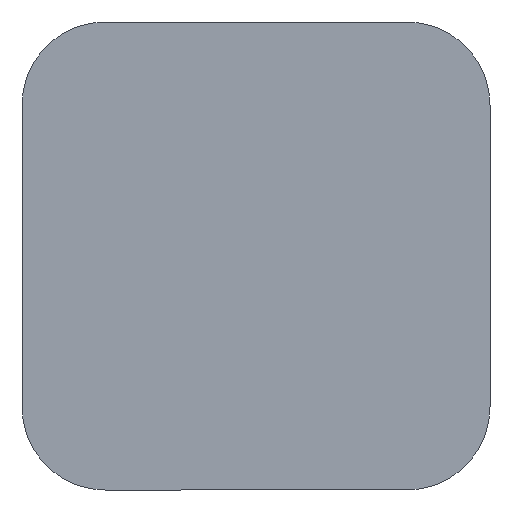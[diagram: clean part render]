
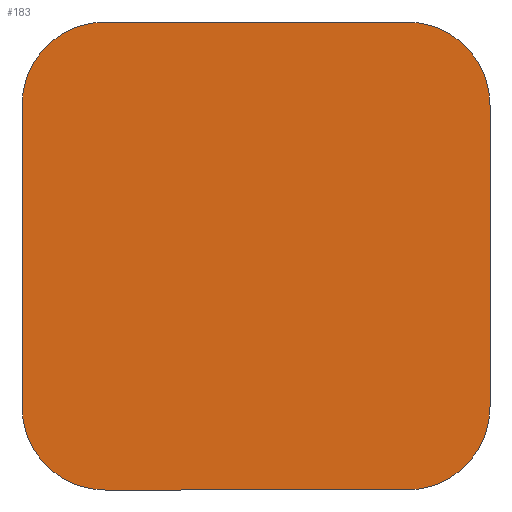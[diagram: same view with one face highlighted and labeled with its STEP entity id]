
A CAD part, front view. The second image highlights one B-rep face of the part: STEP entity #183.
In plain terms, the highlighted planar face has unit normal (0, -1, 0).
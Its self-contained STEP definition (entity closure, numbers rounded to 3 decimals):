
#1 = DIRECTION ( 'NONE',  ( 0., 0., 1. ) ) ;
#13 = VERTEX_POINT ( 'NONE', #493 ) ;
#16 = CARTESIAN_POINT ( 'NONE',  ( 3.8, -3.8, -3.8 ) ) ;
#19 = ORIENTED_EDGE ( 'NONE', *, *, #346, .T. ) ;
#23 = CARTESIAN_POINT ( 'NONE',  ( -3.8, -3.8, 5.9 ) ) ;
#26 = ORIENTED_EDGE ( 'NONE', *, *, #100, .T. ) ;
#29 = DIRECTION ( 'NONE',  ( 0., -1., 0. ) ) ;
#33 = CARTESIAN_POINT ( 'NONE',  ( 5.9, -3.8, 3.8 ) ) ;
#44 = CIRCLE ( 'NONE', #337, 2.1 ) ;
#62 = CARTESIAN_POINT ( 'NONE',  ( -5.9, -3.8, 3.8 ) ) ;
#73 = VERTEX_POINT ( 'NONE', #174 ) ;
#77 = CARTESIAN_POINT ( 'NONE',  ( -3.8, -3.8, -3.8 ) ) ;
#79 = VERTEX_POINT ( 'NONE', #252 ) ;
#85 = DIRECTION ( 'NONE',  ( 0., 0., -1. ) ) ;
#89 = CARTESIAN_POINT ( 'NONE',  ( -3.8, -3.8, 5.9 ) ) ;
#92 = AXIS2_PLACEMENT_3D ( 'NONE', #258, #29, #429 ) ;
#99 = DIRECTION ( 'NONE',  ( 0., -1., 0. ) ) ;
#100 = EDGE_CURVE ( 'NONE', #280, #306, #494, .T. ) ;
#105 = LINE ( 'NONE', #62, #347 ) ;
#111 = CIRCLE ( 'NONE', #285, 2.1 ) ;
#112 = CARTESIAN_POINT ( 'NONE',  ( -3.8, -3.8, -5.9 ) ) ;
#122 = AXIS2_PLACEMENT_3D ( 'NONE', #533, #399, #85 ) ;
#153 = VECTOR ( 'NONE', #312, 1000. ) ;
#167 = DIRECTION ( 'NONE',  ( 0., 0., 1. ) ) ;
#174 = CARTESIAN_POINT ( 'NONE',  ( -5.9, -3.8, 3.8 ) ) ;
#183 = ADVANCED_FACE ( 'NONE', ( #496 ), #401, .T. ) ;
#188 = AXIS2_PLACEMENT_3D ( 'NONE', #77, #256, #349 ) ;
#190 = CIRCLE ( 'NONE', #92, 2.1 ) ;
#194 = ORIENTED_EDGE ( 'NONE', *, *, #261, .T. ) ;
#202 = EDGE_CURVE ( 'NONE', #13, #391, #229, .T. ) ;
#224 = VECTOR ( 'NONE', #333, 1000. ) ;
#228 = ORIENTED_EDGE ( 'NONE', *, *, #546, .T. ) ;
#229 = LINE ( 'NONE', #89, #153 ) ;
#252 = CARTESIAN_POINT ( 'NONE',  ( 3.8, -3.8, -5.9 ) ) ;
#256 = DIRECTION ( 'NONE',  ( 0., -1., 0. ) ) ;
#258 = CARTESIAN_POINT ( 'NONE',  ( -3.8, -3.8, 3.8 ) ) ;
#261 = EDGE_CURVE ( 'NONE', #296, #517, #453, .T. ) ;
#264 = EDGE_CURVE ( 'NONE', #306, #79, #528, .T. ) ;
#275 = ORIENTED_EDGE ( 'NONE', *, *, #428, .T. ) ;
#280 = VERTEX_POINT ( 'NONE', #413 ) ;
#285 = AXIS2_PLACEMENT_3D ( 'NONE', #16, #99, #462 ) ;
#296 = VERTEX_POINT ( 'NONE', #326 ) ;
#300 = EDGE_CURVE ( 'NONE', #79, #296, #111, .T. ) ;
#306 = VERTEX_POINT ( 'NONE', #331 ) ;
#312 = DIRECTION ( 'NONE',  ( -1., 0., 0. ) ) ;
#326 = CARTESIAN_POINT ( 'NONE',  ( 5.9, -3.8, -3.8 ) ) ;
#331 = CARTESIAN_POINT ( 'NONE',  ( -3.8, -3.8, -5.9 ) ) ;
#333 = DIRECTION ( 'NONE',  ( 1., 0., 0. ) ) ;
#337 = AXIS2_PLACEMENT_3D ( 'NONE', #474, #432, #167 ) ;
#341 = ORIENTED_EDGE ( 'NONE', *, *, #264, .T. ) ;
#346 = EDGE_CURVE ( 'NONE', #73, #280, #105, .T. ) ;
#347 = VECTOR ( 'NONE', #466, 1000. ) ;
#349 = DIRECTION ( 'NONE',  ( 0., 0., -1. ) ) ;
#350 = ORIENTED_EDGE ( 'NONE', *, *, #202, .T. ) ;
#360 = ORIENTED_EDGE ( 'NONE', *, *, #300, .T. ) ;
#363 = VECTOR ( 'NONE', #1, 1000. ) ;
#391 = VERTEX_POINT ( 'NONE', #23 ) ;
#399 = DIRECTION ( 'NONE',  ( 0., -1., 0. ) ) ;
#401 = PLANE ( 'NONE',  #122 ) ;
#406 = CARTESIAN_POINT ( 'NONE',  ( 5.9, -3.8, 3.8 ) ) ;
#413 = CARTESIAN_POINT ( 'NONE',  ( -5.9, -3.8, -3.8 ) ) ;
#428 = EDGE_CURVE ( 'NONE', #391, #73, #190, .T. ) ;
#429 = DIRECTION ( 'NONE',  ( 0., 0., -1. ) ) ;
#432 = DIRECTION ( 'NONE',  ( 0., -1., 0. ) ) ;
#453 = LINE ( 'NONE', #406, #363 ) ;
#462 = DIRECTION ( 'NONE',  ( 0., 0., -1. ) ) ;
#466 = DIRECTION ( 'NONE',  ( 0., 0., -1. ) ) ;
#473 = EDGE_LOOP ( 'NONE', ( #26, #341, #360, #194, #228, #350, #275, #19 ) ) ;
#474 = CARTESIAN_POINT ( 'NONE',  ( 3.8, -3.8, 3.8 ) ) ;
#493 = CARTESIAN_POINT ( 'NONE',  ( 3.8, -3.8, 5.9 ) ) ;
#494 = CIRCLE ( 'NONE', #188, 2.1 ) ;
#496 = FACE_OUTER_BOUND ( 'NONE', #473, .T. ) ;
#517 = VERTEX_POINT ( 'NONE', #33 ) ;
#528 = LINE ( 'NONE', #112, #224 ) ;
#533 = CARTESIAN_POINT ( 'NONE',  ( -3.8, -3.8, -3.8 ) ) ;
#546 = EDGE_CURVE ( 'NONE', #517, #13, #44, .T. ) ;
